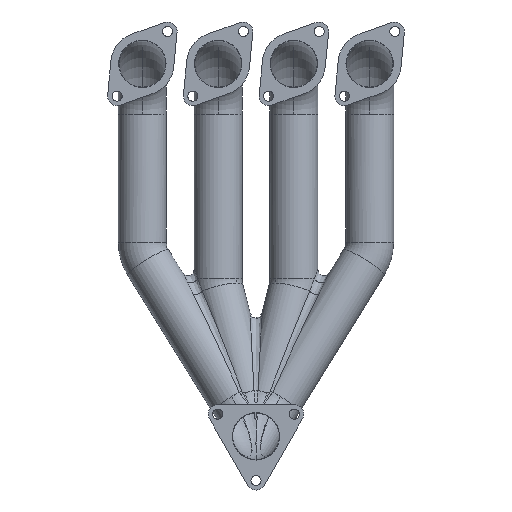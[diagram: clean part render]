
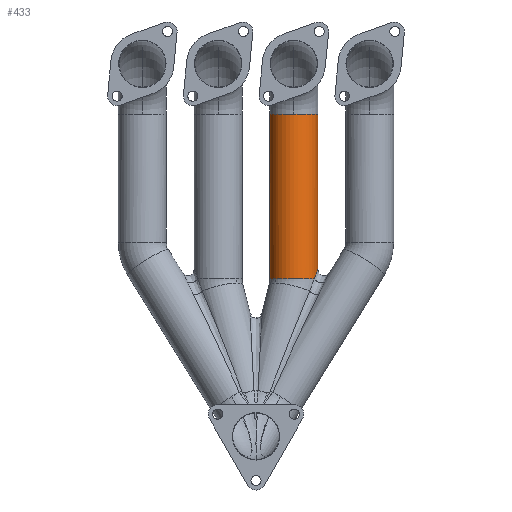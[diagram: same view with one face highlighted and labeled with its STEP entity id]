
A CAD part, front view. The second image highlights one B-rep face of the part: STEP entity #433.
In plain terms, the highlighted cylindrical face has radius 38 mm (diameter 76 mm), a partial arc.
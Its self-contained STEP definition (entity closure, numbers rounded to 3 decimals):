
#4 = CARTESIAN_POINT ( 'NONE',  ( -158., 0., -140.408 ) ) ;
#17 = CARTESIAN_POINT ( 'NONE',  ( -82.142, -3.317, -125.669 ) ) ;
#99 = VERTEX_POINT ( 'NONE', #2800 ) ;
#321 = VERTEX_POINT ( 'NONE', #1344 ) ;
#380 = ORIENTED_EDGE ( 'NONE', *, *, #3378, .T. ) ;
#433 = ADVANCED_FACE ( 'NONE', ( #8648 ), #6958, .T. ) ;
#717 = CARTESIAN_POINT ( 'NONE',  ( -83.369, -10.118, -128.011 ) ) ;
#774 = CARTESIAN_POINT ( 'NONE',  ( -84.577, -13.778, -131.364 ) ) ;
#936 = VERTEX_POINT ( 'NONE', #2818 ) ;
#1194 = CARTESIAN_POINT ( 'NONE',  ( -120., 0., -140.408 ) ) ;
#1237 = EDGE_CURVE ( 'NONE', #936, #4611, #8039, .T. ) ;
#1344 = CARTESIAN_POINT ( 'NONE',  ( -158., 0., 120. ) ) ;
#1472 = CARTESIAN_POINT ( 'NONE',  ( -85.614, -16.177, -134.383 ) ) ;
#1538 = CARTESIAN_POINT ( 'NONE',  ( -120., 0., 120. ) ) ;
#1616 = DIRECTION ( 'NONE',  ( 0., 0., 1. ) ) ;
#1646 = CARTESIAN_POINT ( 'NONE',  ( -120., 0., -140.408 ) ) ;
#1748 = VECTOR ( 'NONE', #8961, 1000. ) ;
#2189 = EDGE_CURVE ( 'NONE', #8033, #4611, #3384, .T. ) ;
#2270 = CARTESIAN_POINT ( 'NONE',  ( -82., 0., -126.513 ) ) ;
#2346 = CARTESIAN_POINT ( 'NONE',  ( -83.888, -11.836, -129.415 ) ) ;
#2495 = ORIENTED_EDGE ( 'NONE', *, *, #2189, .T. ) ;
#2619 = LINE ( 'NONE', #4, #1748 ) ;
#2776 = ORIENTED_EDGE ( 'NONE', *, *, #8511, .T. ) ;
#2800 = CARTESIAN_POINT ( 'NONE',  ( -148.954, -24.611, -140.408 ) ) ;
#2812 = VERTEX_POINT ( 'NONE', #9880 ) ;
#2818 = CARTESIAN_POINT ( 'NONE',  ( -120., -38., 120. ) ) ;
#3046 = AXIS2_PLACEMENT_3D ( 'NONE', #1538, #5634, #7373 ) ;
#3378 = EDGE_CURVE ( 'NONE', #2812, #99, #4705, .T. ) ;
#3384 = LINE ( 'NONE', #11339, #11162 ) ;
#3444 = DIRECTION ( 'NONE',  ( 0., 0., 1. ) ) ;
#3505 = CARTESIAN_POINT ( 'NONE',  ( -82.198, -3.885, -125.672 ) ) ;
#3867 = DIRECTION ( 'NONE',  ( -0.218, -0.976, 0. ) ) ;
#3919 = EDGE_LOOP ( 'NONE', ( #4720, #380, #2776, #10701, #2495, #9864, #10330 ) ) ;
#4254 = CARTESIAN_POINT ( 'NONE',  ( -82.261, -4.453, -125.703 ) ) ;
#4526 = CARTESIAN_POINT ( 'NONE',  ( -82.099, -2.751, -125.724 ) ) ;
#4588 = AXIS2_PLACEMENT_3D ( 'NONE', #6803, #1616, #5929 ) ;
#4611 = VERTEX_POINT ( 'NONE', #11356 ) ;
#4677 = CIRCLE ( 'NONE', #6522, 38. ) ;
#4705 = CIRCLE ( 'NONE', #6362, 38. ) ;
#4720 = ORIENTED_EDGE ( 'NONE', *, *, #5836, .F. ) ;
#4950 = B_SPLINE_CURVE_WITH_KNOTS ( 'NONE', 3,
 ( #7599, #10301, #8712, #1472, #11098, #5915, #6903, #774, #7536, #2346, #9436, #11032, #717, #5856, #7719, #4990, #11220, #6847, #5973, #9494, #4254, #3505, #17, #4526, #8057, #7892, #8975, #9729, #9781 ),
 .UNSPECIFIED., .F., .F.,
 ( 4, 2, 2, 2, 2, 2, 2, 2, 2, 2, 2, 1, 2, 2, 4 ),
 ( 0., 0.007, 0.009, 0.01, 0.014, 0.015, 0.017, 0.019, 0.02, 0.022, 0.023, 0.024, 0.025, 0.026, 0.027 ),
 .UNSPECIFIED. ) ;
#4990 = CARTESIAN_POINT ( 'NONE',  ( -82.785, -7.7, -126.583 ) ) ;
#5044 = DIRECTION ( 'NONE',  ( 1., 0., 0. ) ) ;
#5143 = CIRCLE ( 'NONE', #4588, 38. ) ;
#5296 = DIRECTION ( 'NONE',  ( -1., 0., 0. ) ) ;
#5348 = CARTESIAN_POINT ( 'NONE',  ( -120., 0., 120. ) ) ;
#5634 = DIRECTION ( 'NONE',  ( 0., 0., 1. ) ) ;
#5732 = AXIS2_PLACEMENT_3D ( 'NONE', #1646, #7834, #5044 ) ;
#5836 = EDGE_CURVE ( 'NONE', #2812, #321, #2619, .T. ) ;
#5856 = CARTESIAN_POINT ( 'NONE',  ( -83.124, -9.186, -127.386 ) ) ;
#5915 = CARTESIAN_POINT ( 'NONE',  ( -85.163, -15.184, -133.065 ) ) ;
#5929 = DIRECTION ( 'NONE',  ( -0.218, -0.976, 0. ) ) ;
#5973 = CARTESIAN_POINT ( 'NONE',  ( -82.408, -5.584, -125.863 ) ) ;
#6362 = AXIS2_PLACEMENT_3D ( 'NONE', #1194, #9170, #3867 ) ;
#6522 = AXIS2_PLACEMENT_3D ( 'NONE', #5348, #9683, #5296 ) ;
#6803 = CARTESIAN_POINT ( 'NONE',  ( -120., 0., -140.408 ) ) ;
#6847 = CARTESIAN_POINT ( 'NONE',  ( -82.494, -6.128, -126.001 ) ) ;
#6903 = CARTESIAN_POINT ( 'NONE',  ( -85.015, -14.839, -132.633 ) ) ;
#6958 = CYLINDRICAL_SURFACE ( 'NONE', #5732, 38. ) ;
#7356 = EDGE_CURVE ( 'NONE', #321, #936, #4677, .T. ) ;
#7373 = DIRECTION ( 'NONE',  ( -1., 0., 0. ) ) ;
#7536 = CARTESIAN_POINT ( 'NONE',  ( -84.295, -13.033, -130.554 ) ) ;
#7599 = CARTESIAN_POINT ( 'NONE',  ( -87.661, -19.954, -140.408 ) ) ;
#7719 = CARTESIAN_POINT ( 'NONE',  ( -83.006, -8.702, -127.096 ) ) ;
#7834 = DIRECTION ( 'NONE',  ( 0., 0., 1. ) ) ;
#7892 = CARTESIAN_POINT ( 'NONE',  ( -82.047, -1.902, -125.865 ) ) ;
#8033 = VERTEX_POINT ( 'NONE', #2270 ) ;
#8039 = CIRCLE ( 'NONE', #3046, 38. ) ;
#8057 = CARTESIAN_POINT ( 'NONE',  ( -82.062, -2.186, -125.808 ) ) ;
#8511 = EDGE_CURVE ( 'NONE', #99, #9162, #5143, .T. ) ;
#8648 = FACE_OUTER_BOUND ( 'NONE', #3919, .T. ) ;
#8712 = CARTESIAN_POINT ( 'NONE',  ( -86.376, -17.759, -136.624 ) ) ;
#8919 = EDGE_CURVE ( 'NONE', #9162, #8033, #4950, .T. ) ;
#8961 = DIRECTION ( 'NONE',  ( 0., 0., 1. ) ) ;
#8975 = CARTESIAN_POINT ( 'NONE',  ( -82.011, -1.063, -126.077 ) ) ;
#9162 = VERTEX_POINT ( 'NONE', #11132 ) ;
#9170 = DIRECTION ( 'NONE',  ( 0., 0., 1. ) ) ;
#9436 = CARTESIAN_POINT ( 'NONE',  ( -83.755, -11.423, -129.048 ) ) ;
#9494 = CARTESIAN_POINT ( 'NONE',  ( -82.296, -4.739, -125.733 ) ) ;
#9683 = DIRECTION ( 'NONE',  ( 0., 0., 1. ) ) ;
#9729 = CARTESIAN_POINT ( 'NONE',  ( -82., -0.518, -126.274 ) ) ;
#9781 = CARTESIAN_POINT ( 'NONE',  ( -82., 0., -126.513 ) ) ;
#9864 = ORIENTED_EDGE ( 'NONE', *, *, #1237, .F. ) ;
#9880 = CARTESIAN_POINT ( 'NONE',  ( -158., 0., -140.408 ) ) ;
#10301 = CARTESIAN_POINT ( 'NONE',  ( -87.008, -18.897, -138.493 ) ) ;
#10330 = ORIENTED_EDGE ( 'NONE', *, *, #7356, .F. ) ;
#10701 = ORIENTED_EDGE ( 'NONE', *, *, #8919, .T. ) ;
#11032 = CARTESIAN_POINT ( 'NONE',  ( -83.495, -10.565, -128.347 ) ) ;
#11098 = CARTESIAN_POINT ( 'NONE',  ( -85.462, -15.852, -133.94 ) ) ;
#11132 = CARTESIAN_POINT ( 'NONE',  ( -87.661, -19.954, -140.408 ) ) ;
#11162 = VECTOR ( 'NONE', #3444, 1000. ) ;
#11220 = CARTESIAN_POINT ( 'NONE',  ( -82.682, -7.186, -126.361 ) ) ;
#11339 = CARTESIAN_POINT ( 'NONE',  ( -82., 0., -140.408 ) ) ;
#11356 = CARTESIAN_POINT ( 'NONE',  ( -82., 0., 120. ) ) ;
